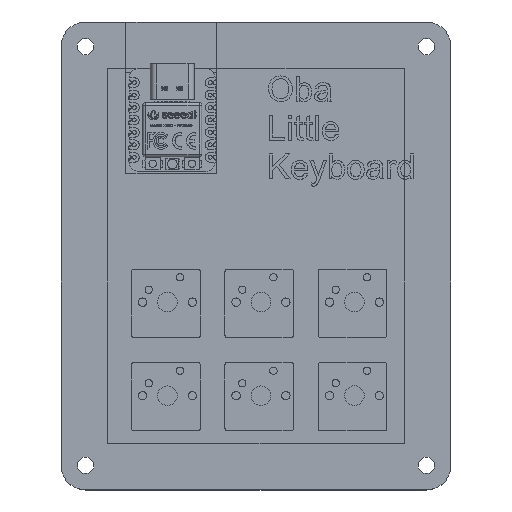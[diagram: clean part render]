
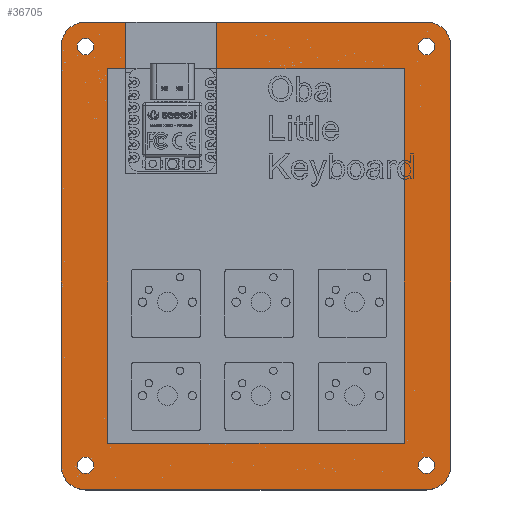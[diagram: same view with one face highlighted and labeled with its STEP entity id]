
A CAD part, top view. The second image highlights one B-rep face of the part: STEP entity #36705.
In plain terms, the highlighted planar face has unit normal (0, 0, 1).
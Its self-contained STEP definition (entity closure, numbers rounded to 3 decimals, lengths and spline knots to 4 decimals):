
#484=CIRCLE('',#38781,0.1969);
#486=CIRCLE('',#38784,0.1969);
#487=CIRCLE('',#38785,0.1969);
#488=CIRCLE('',#38786,0.1969);
#489=CIRCLE('',#38787,0.0669);
#490=CIRCLE('',#38788,0.0669);
#491=CIRCLE('',#38789,0.0669);
#492=CIRCLE('',#38790,0.0669);
#1387=FACE_BOUND('',#5234,.T.);
#1388=FACE_BOUND('',#5235,.T.);
#1389=FACE_BOUND('',#5236,.T.);
#1390=FACE_BOUND('',#5237,.T.);
#1752=PLANE('',#38783);
#3120=FACE_OUTER_BOUND('',#5233,.T.);
#5233=EDGE_LOOP('',(#26692,#26693,#26694,#26695,#26696,#26697,#26698,#26699,
#26700,#26701,#26702,#26703,#26704,#26705,#26706,#26707));
#5234=EDGE_LOOP('',(#26708));
#5235=EDGE_LOOP('',(#26709));
#5236=EDGE_LOOP('',(#26710));
#5237=EDGE_LOOP('',(#26711));
#7731=LINE('',#54262,#11360);
#7732=LINE('',#54264,#11361);
#7733=LINE('',#54266,#11362);
#7734=LINE('',#54268,#11363);
#7735=LINE('',#54270,#11364);
#7736=LINE('',#54272,#11365);
#7737=LINE('',#54274,#11366);
#7738=LINE('',#54276,#11367);
#7739=LINE('',#54278,#11368);
#7740=LINE('',#54282,#11369);
#7741=LINE('',#54286,#11370);
#7742=LINE('',#54289,#11371);
#11360=VECTOR('',#41525,0.3937);
#11361=VECTOR('',#41526,0.3937);
#11362=VECTOR('',#41527,0.3937);
#11363=VECTOR('',#41528,0.3937);
#11364=VECTOR('',#41529,0.3937);
#11365=VECTOR('',#41530,0.3937);
#11366=VECTOR('',#41531,0.3937);
#11367=VECTOR('',#41532,0.3937);
#11368=VECTOR('',#41533,0.3937);
#11369=VECTOR('',#41536,0.3937);
#11370=VECTOR('',#41539,0.3937);
#11371=VECTOR('',#41542,0.3937);
#16347=VERTEX_POINT('',#54252);
#16348=VERTEX_POINT('',#54253);
#16351=VERTEX_POINT('',#54261);
#16352=VERTEX_POINT('',#54263);
#16353=VERTEX_POINT('',#54265);
#16354=VERTEX_POINT('',#54267);
#16355=VERTEX_POINT('',#54269);
#16356=VERTEX_POINT('',#54271);
#16357=VERTEX_POINT('',#54273);
#16358=VERTEX_POINT('',#54275);
#16359=VERTEX_POINT('',#54277);
#16360=VERTEX_POINT('',#54279);
#16361=VERTEX_POINT('',#54281);
#16362=VERTEX_POINT('',#54283);
#16363=VERTEX_POINT('',#54285);
#16364=VERTEX_POINT('',#54287);
#16365=VERTEX_POINT('',#54290);
#16366=VERTEX_POINT('',#54292);
#16367=VERTEX_POINT('',#54294);
#16368=VERTEX_POINT('',#54296);
#20277=EDGE_CURVE('',#16347,#16348,#484,.T.);
#20281=EDGE_CURVE('',#16347,#16351,#7731,.T.);
#20282=EDGE_CURVE('',#16351,#16352,#7732,.T.);
#20283=EDGE_CURVE('',#16352,#16353,#7733,.T.);
#20284=EDGE_CURVE('',#16353,#16354,#7734,.T.);
#20285=EDGE_CURVE('',#16354,#16355,#7735,.T.);
#20286=EDGE_CURVE('',#16355,#16356,#7736,.T.);
#20287=EDGE_CURVE('',#16356,#16357,#7737,.T.);
#20288=EDGE_CURVE('',#16357,#16358,#7738,.T.);
#20289=EDGE_CURVE('',#16358,#16359,#7739,.T.);
#20290=EDGE_CURVE('',#16360,#16359,#486,.T.);
#20291=EDGE_CURVE('',#16360,#16361,#7740,.T.);
#20292=EDGE_CURVE('',#16362,#16361,#487,.T.);
#20293=EDGE_CURVE('',#16362,#16363,#7741,.T.);
#20294=EDGE_CURVE('',#16364,#16363,#488,.T.);
#20295=EDGE_CURVE('',#16364,#16348,#7742,.T.);
#20296=EDGE_CURVE('',#16365,#16365,#489,.T.);
#20297=EDGE_CURVE('',#16366,#16366,#490,.T.);
#20298=EDGE_CURVE('',#16367,#16367,#491,.T.);
#20299=EDGE_CURVE('',#16368,#16368,#492,.T.);
#26692=ORIENTED_EDGE('',*,*,#20277,.F.);
#26693=ORIENTED_EDGE('',*,*,#20281,.T.);
#26694=ORIENTED_EDGE('',*,*,#20282,.T.);
#26695=ORIENTED_EDGE('',*,*,#20283,.T.);
#26696=ORIENTED_EDGE('',*,*,#20284,.T.);
#26697=ORIENTED_EDGE('',*,*,#20285,.T.);
#26698=ORIENTED_EDGE('',*,*,#20286,.T.);
#26699=ORIENTED_EDGE('',*,*,#20287,.T.);
#26700=ORIENTED_EDGE('',*,*,#20288,.T.);
#26701=ORIENTED_EDGE('',*,*,#20289,.T.);
#26702=ORIENTED_EDGE('',*,*,#20290,.F.);
#26703=ORIENTED_EDGE('',*,*,#20291,.T.);
#26704=ORIENTED_EDGE('',*,*,#20292,.F.);
#26705=ORIENTED_EDGE('',*,*,#20293,.T.);
#26706=ORIENTED_EDGE('',*,*,#20294,.F.);
#26707=ORIENTED_EDGE('',*,*,#20295,.T.);
#26708=ORIENTED_EDGE('',*,*,#20296,.T.);
#26709=ORIENTED_EDGE('',*,*,#20297,.T.);
#26710=ORIENTED_EDGE('',*,*,#20298,.T.);
#26711=ORIENTED_EDGE('',*,*,#20299,.T.);
#36705=ADVANCED_FACE('',(#3120,#1387,#1388,#1389,#1390),#1752,.T.);
#38781=AXIS2_PLACEMENT_3D('',#54254,#41517,#41518);
#38783=AXIS2_PLACEMENT_3D('',#54260,#41523,#41524);
#38784=AXIS2_PLACEMENT_3D('',#54280,#41534,#41535);
#38785=AXIS2_PLACEMENT_3D('',#54284,#41537,#41538);
#38786=AXIS2_PLACEMENT_3D('',#54288,#41540,#41541);
#38787=AXIS2_PLACEMENT_3D('',#54291,#41543,#41544);
#38788=AXIS2_PLACEMENT_3D('',#54293,#41545,#41546);
#38789=AXIS2_PLACEMENT_3D('',#54295,#41547,#41548);
#38790=AXIS2_PLACEMENT_3D('',#54297,#41549,#41550);
#41517=DIRECTION('center_axis',(0.,0.,-1.));
#41518=DIRECTION('ref_axis',(0.707,0.707,0.));
#41523=DIRECTION('center_axis',(0.,0.,1.));
#41524=DIRECTION('ref_axis',(1.,0.,0.));
#41525=DIRECTION('',(-1.,0.,0.));
#41526=DIRECTION('',(0.,-1.,0.));
#41527=DIRECTION('',(1.,0.,0.));
#41528=DIRECTION('',(0.,-1.,0.));
#41529=DIRECTION('',(-1.,0.,0.));
#41530=DIRECTION('',(0.,1.,0.));
#41531=DIRECTION('',(1.,0.,0.));
#41532=DIRECTION('',(0.,1.,0.));
#41533=DIRECTION('',(-1.,0.,0.));
#41534=DIRECTION('center_axis',(0.,0.,-1.));
#41535=DIRECTION('ref_axis',(-0.707,0.707,0.));
#41536=DIRECTION('',(0.,-1.,0.));
#41537=DIRECTION('center_axis',(0.,0.,-1.));
#41538=DIRECTION('ref_axis',(-0.707,-0.707,0.));
#41539=DIRECTION('',(1.,0.,0.));
#41540=DIRECTION('center_axis',(0.,0.,-1.));
#41541=DIRECTION('ref_axis',(0.707,-0.707,0.));
#41542=DIRECTION('',(0.,1.,0.));
#41543=DIRECTION('center_axis',(0.,0.,-1.));
#41544=DIRECTION('ref_axis',(1.,0.,0.));
#41545=DIRECTION('center_axis',(0.,0.,-1.));
#41546=DIRECTION('ref_axis',(1.,0.,0.));
#41547=DIRECTION('center_axis',(0.,0.,-1.));
#41548=DIRECTION('ref_axis',(1.,0.,0.));
#41549=DIRECTION('center_axis',(0.,0.,-1.));
#41550=DIRECTION('ref_axis',(1.,0.,0.));
#54252=CARTESIAN_POINT('',(2.5632,3.3868,0.5118));
#54253=CARTESIAN_POINT('',(2.76,3.19,0.5118));
#54254=CARTESIAN_POINT('Origin',(2.5632,3.19,0.5118));
#54260=CARTESIAN_POINT('Origin',(2.5632,-0.1772,0.5118));
#54261=CARTESIAN_POINT('',(0.8777,3.3868,0.5118));
#54262=CARTESIAN_POINT('',(2.76,3.3868,0.5118));
#54263=CARTESIAN_POINT('',(0.8777,3.0128,0.5118));
#54264=CARTESIAN_POINT('',(0.8777,1.6048,0.5118));
#54265=CARTESIAN_POINT('',(2.386,3.0128,0.5118));
#54266=CARTESIAN_POINT('',(2.386,3.0128,0.5118));
#54267=CARTESIAN_POINT('',(2.386,0.,0.5118));
#54268=CARTESIAN_POINT('',(2.386,0.,0.5118));
#54269=CARTESIAN_POINT('',(0.,0.,0.5118));
#54270=CARTESIAN_POINT('',(0.,0.,0.5118));
#54271=CARTESIAN_POINT('',(0.,3.0128,0.5118));
#54272=CARTESIAN_POINT('',(0.,3.0128,0.5118));
#54273=CARTESIAN_POINT('',(0.1474,3.0128,0.5118));
#54274=CARTESIAN_POINT('',(2.386,3.0128,0.5118));
#54275=CARTESIAN_POINT('',(0.1474,3.3868,0.5118));
#54276=CARTESIAN_POINT('',(0.1474,1.4178,0.5118));
#54277=CARTESIAN_POINT('',(-0.1772,3.3868,0.5118));
#54278=CARTESIAN_POINT('',(2.76,3.3868,0.5118));
#54279=CARTESIAN_POINT('',(-0.374,3.19,0.5118));
#54280=CARTESIAN_POINT('Origin',(-0.1772,3.19,0.5118));
#54281=CARTESIAN_POINT('',(-0.374,-0.1772,0.5118));
#54282=CARTESIAN_POINT('',(-0.374,3.3868,0.5118));
#54283=CARTESIAN_POINT('',(-0.1772,-0.374,0.5118));
#54284=CARTESIAN_POINT('Origin',(-0.1772,-0.1772,0.5118));
#54285=CARTESIAN_POINT('',(2.5632,-0.374,0.5118));
#54286=CARTESIAN_POINT('',(-0.374,-0.374,0.5118));
#54287=CARTESIAN_POINT('',(2.76,-0.1772,0.5118));
#54288=CARTESIAN_POINT('Origin',(2.5632,-0.1772,0.5118));
#54289=CARTESIAN_POINT('',(2.76,-0.374,0.5118));
#54290=CARTESIAN_POINT('',(2.4963,-0.1772,0.5118));
#54291=CARTESIAN_POINT('Origin',(2.5632,-0.1772,0.5118));
#54292=CARTESIAN_POINT('',(-0.2441,3.19,0.5118));
#54293=CARTESIAN_POINT('Origin',(-0.1772,3.19,0.5118));
#54294=CARTESIAN_POINT('',(-0.2441,-0.1772,0.5118));
#54295=CARTESIAN_POINT('Origin',(-0.1772,-0.1772,0.5118));
#54296=CARTESIAN_POINT('',(2.4963,3.19,0.5118));
#54297=CARTESIAN_POINT('Origin',(2.5632,3.19,0.5118));
